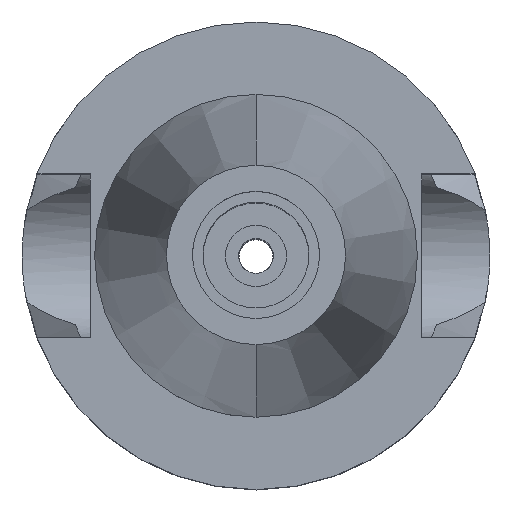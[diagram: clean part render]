
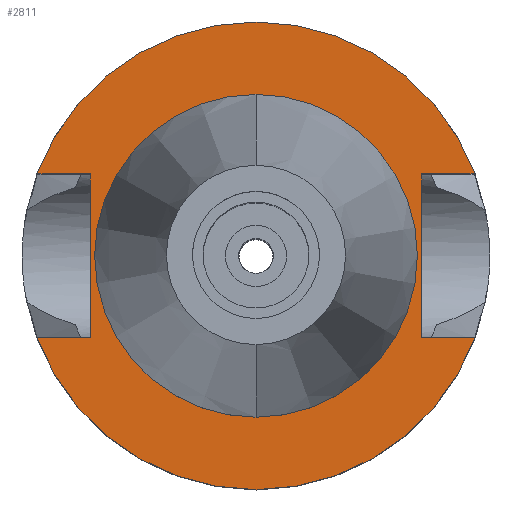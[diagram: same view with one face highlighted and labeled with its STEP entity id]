
A CAD part, top view. The second image highlights one B-rep face of the part: STEP entity #2811.
In plain terms, the highlighted planar face has unit normal (0, 0, 1).
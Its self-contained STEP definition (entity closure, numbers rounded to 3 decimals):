
#1 = AXIS2_PLACEMENT_3D ( 'NONE', #1302, #2245, #1587 ) ;
#14 = DIRECTION ( 'NONE',  ( 0., 1., 0. ) ) ;
#58 = ORIENTED_EDGE ( 'NONE', *, *, #1241, .F. ) ;
#95 = CARTESIAN_POINT ( 'NONE',  ( -16.3, 8.05, -1. ) ) ;
#112 = VERTEX_POINT ( 'NONE', #1979 ) ;
#178 = ORIENTED_EDGE ( 'NONE', *, *, #1333, .F. ) ;
#182 = AXIS2_PLACEMENT_3D ( 'NONE', #2569, #2137, #2102 ) ;
#216 = ORIENTED_EDGE ( 'NONE', *, *, #879, .F. ) ;
#230 = CARTESIAN_POINT ( 'NONE',  ( 21.545, 8.05, -1. ) ) ;
#241 = DIRECTION ( 'NONE',  ( 0., 0., 1. ) ) ;
#277 = DIRECTION ( 'NONE',  ( 0., 1., 0. ) ) ;
#348 = EDGE_CURVE ( 'NONE', #2490, #1604, #2730, .T. ) ;
#425 = VERTEX_POINT ( 'NONE', #230 ) ;
#540 = LINE ( 'NONE', #2376, #2303 ) ;
#624 = DIRECTION ( 'NONE',  ( -1., 0., 0. ) ) ;
#662 = CARTESIAN_POINT ( 'NONE',  ( -21.545, 8.05, -1. ) ) ;
#670 = ORIENTED_EDGE ( 'NONE', *, *, #348, .F. ) ;
#673 = CARTESIAN_POINT ( 'NONE',  ( 0., 0., -1. ) ) ;
#764 = VECTOR ( 'NONE', #2983, 1000. ) ;
#780 = EDGE_CURVE ( 'NONE', #1671, #1794, #540, .T. ) ;
#798 = EDGE_CURVE ( 'NONE', #1759, #1812, #936, .T. ) ;
#879 = EDGE_CURVE ( 'NONE', #1658, #425, #1265, .T. ) ;
#889 = LINE ( 'NONE', #1538, #1539 ) ;
#911 = CARTESIAN_POINT ( 'NONE',  ( 16.3, 8.05, -1. ) ) ;
#926 = ORIENTED_EDGE ( 'NONE', *, *, #1973, .T. ) ;
#931 = DIRECTION ( 'NONE',  ( 0., 0., -1. ) ) ;
#936 = LINE ( 'NONE', #2135, #955 ) ;
#955 = VECTOR ( 'NONE', #2843, 1000. ) ;
#1003 = EDGE_CURVE ( 'NONE', #1604, #2490, #1117, .T. ) ;
#1065 = EDGE_LOOP ( 'NONE', ( #2562, #58, #2670, #3005, #926, #216, #178, #1659 ) ) ;
#1091 = CARTESIAN_POINT ( 'NONE',  ( 0., -15.875, -1. ) ) ;
#1117 = CIRCLE ( 'NONE', #1643, 15.875 ) ;
#1241 = EDGE_CURVE ( 'NONE', #2096, #112, #2494, .T. ) ;
#1265 = CIRCLE ( 'NONE', #1793, 23. ) ;
#1302 = CARTESIAN_POINT ( 'NONE',  ( 0., 0., -1. ) ) ;
#1313 = DIRECTION ( 'NONE',  ( 0., 1., 0. ) ) ;
#1333 = EDGE_CURVE ( 'NONE', #1794, #1658, #1662, .T. ) ;
#1538 = CARTESIAN_POINT ( 'NONE',  ( 16.3, -8.05, -1. ) ) ;
#1539 = VECTOR ( 'NONE', #1757, 1000. ) ;
#1587 = DIRECTION ( 'NONE',  ( 0., -1., 0. ) ) ;
#1599 = CARTESIAN_POINT ( 'NONE',  ( -16.3, -8.05, -1. ) ) ;
#1604 = VERTEX_POINT ( 'NONE', #2739 ) ;
#1607 = DIRECTION ( 'NONE',  ( 0., -1., 0. ) ) ;
#1621 = FACE_OUTER_BOUND ( 'NONE', #1065, .T. ) ;
#1627 = CARTESIAN_POINT ( 'NONE',  ( -16.3, -8.05, -1. ) ) ;
#1643 = AXIS2_PLACEMENT_3D ( 'NONE', #2549, #241, #1313 ) ;
#1658 = VERTEX_POINT ( 'NONE', #662 ) ;
#1659 = ORIENTED_EDGE ( 'NONE', *, *, #780, .F. ) ;
#1662 = LINE ( 'NONE', #95, #2485 ) ;
#1671 = VERTEX_POINT ( 'NONE', #1627 ) ;
#1757 = DIRECTION ( 'NONE',  ( 1., 0., 0. ) ) ;
#1759 = VERTEX_POINT ( 'NONE', #911 ) ;
#1793 = AXIS2_PLACEMENT_3D ( 'NONE', #1903, #931, #14 ) ;
#1794 = VERTEX_POINT ( 'NONE', #2896 ) ;
#1811 = EDGE_LOOP ( 'NONE', ( #2278, #670 ) ) ;
#1812 = VERTEX_POINT ( 'NONE', #2392 ) ;
#1860 = PLANE ( 'NONE',  #182 ) ;
#1903 = CARTESIAN_POINT ( 'NONE',  ( 0., 0., -1. ) ) ;
#1934 = DIRECTION ( 'NONE',  ( -1., 0., 0. ) ) ;
#1973 = EDGE_CURVE ( 'NONE', #1759, #425, #2043, .T. ) ;
#1979 = CARTESIAN_POINT ( 'NONE',  ( -21.545, -8.05, -1. ) ) ;
#2043 = LINE ( 'NONE', #2262, #764 ) ;
#2096 = VERTEX_POINT ( 'NONE', #2734 ) ;
#2102 = DIRECTION ( 'NONE',  ( 0., -1., 0. ) ) ;
#2135 = CARTESIAN_POINT ( 'NONE',  ( 16.3, 8.05, -1. ) ) ;
#2137 = DIRECTION ( 'NONE',  ( 0., 0., -1. ) ) ;
#2245 = DIRECTION ( 'NONE',  ( 0., 0., 1. ) ) ;
#2262 = CARTESIAN_POINT ( 'NONE',  ( 16.3, 8.05, -1. ) ) ;
#2278 = ORIENTED_EDGE ( 'NONE', *, *, #1003, .F. ) ;
#2303 = VECTOR ( 'NONE', #277, 1000. ) ;
#2329 = DIRECTION ( 'NONE',  ( 0., 0., -1. ) ) ;
#2352 = FACE_BOUND ( 'NONE', #1811, .T. ) ;
#2376 = CARTESIAN_POINT ( 'NONE',  ( -16.3, -8.05, -1. ) ) ;
#2392 = CARTESIAN_POINT ( 'NONE',  ( 16.3, -8.05, -1. ) ) ;
#2485 = VECTOR ( 'NONE', #1934, 1000. ) ;
#2490 = VERTEX_POINT ( 'NONE', #1091 ) ;
#2494 = CIRCLE ( 'NONE', #2892, 23. ) ;
#2523 = EDGE_CURVE ( 'NONE', #1812, #2096, #889, .T. ) ;
#2549 = CARTESIAN_POINT ( 'NONE',  ( 0., 0., -1. ) ) ;
#2562 = ORIENTED_EDGE ( 'NONE', *, *, #2588, .T. ) ;
#2569 = CARTESIAN_POINT ( 'NONE',  ( 0., 0., -1. ) ) ;
#2588 = EDGE_CURVE ( 'NONE', #1671, #112, #2979, .T. ) ;
#2670 = ORIENTED_EDGE ( 'NONE', *, *, #2523, .F. ) ;
#2730 = CIRCLE ( 'NONE', #1, 15.875 ) ;
#2734 = CARTESIAN_POINT ( 'NONE',  ( 21.545, -8.05, -1. ) ) ;
#2739 = CARTESIAN_POINT ( 'NONE',  ( 0., 15.875, -1. ) ) ;
#2811 = ADVANCED_FACE ( 'NONE', ( #1621, #2352 ), #1860, .F. ) ;
#2843 = DIRECTION ( 'NONE',  ( 0., -1., 0. ) ) ;
#2868 = VECTOR ( 'NONE', #624, 1000. ) ;
#2892 = AXIS2_PLACEMENT_3D ( 'NONE', #673, #2329, #1607 ) ;
#2896 = CARTESIAN_POINT ( 'NONE',  ( -16.3, 8.05, -1. ) ) ;
#2979 = LINE ( 'NONE', #1599, #2868 ) ;
#2983 = DIRECTION ( 'NONE',  ( 1., 0., 0. ) ) ;
#3005 = ORIENTED_EDGE ( 'NONE', *, *, #798, .F. ) ;
